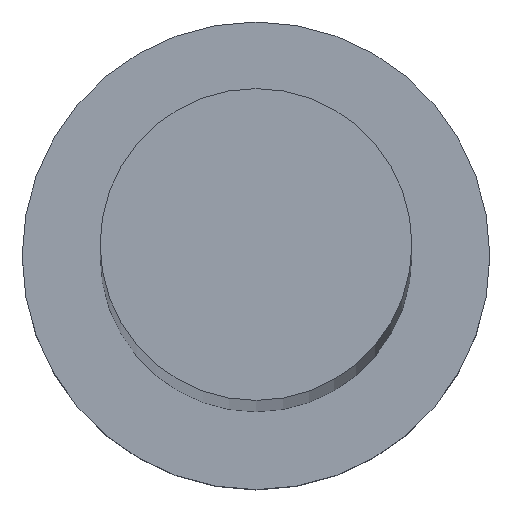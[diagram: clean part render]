
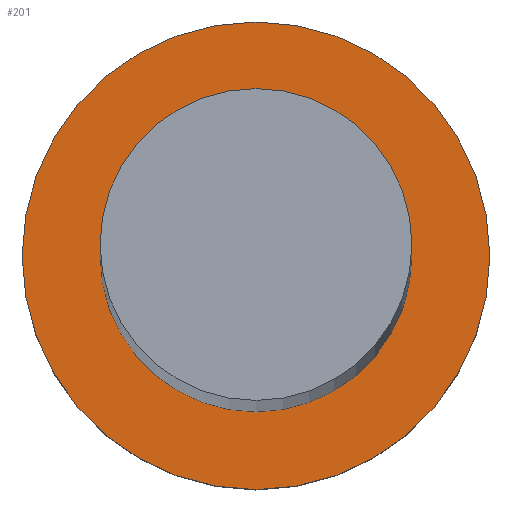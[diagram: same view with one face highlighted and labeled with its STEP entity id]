
A CAD part, top view. The second image highlights one B-rep face of the part: STEP entity #201.
In plain terms, the highlighted planar face has unit normal (0, 0, 1).
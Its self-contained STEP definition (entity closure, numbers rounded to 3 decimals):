
#8 = DIRECTION ( 'NONE',  ( 0., 0., 1. ) ) ;
#23 = EDGE_CURVE ( 'NONE', #194, #218, #170, .T. ) ;
#24 = DIRECTION ( 'NONE',  ( 1., 0., 0. ) ) ;
#26 = AXIS2_PLACEMENT_3D ( 'NONE', #248, #132, #24 ) ;
#27 = CARTESIAN_POINT ( 'NONE',  ( 6., 0., 7. ) ) ;
#34 = ORIENTED_EDGE ( 'NONE', *, *, #61, .F. ) ;
#37 = CARTESIAN_POINT ( 'NONE',  ( 0., 0., 7. ) ) ;
#38 = DIRECTION ( 'NONE',  ( 0., 0., 1. ) ) ;
#39 = EDGE_CURVE ( 'NONE', #157, #90, #146, .T. ) ;
#45 = FACE_OUTER_BOUND ( 'NONE', #240, .T. ) ;
#48 = CIRCLE ( 'NONE', #111, 9. ) ;
#51 = CIRCLE ( 'NONE', #26, 6. ) ;
#61 = EDGE_CURVE ( 'NONE', #218, #194, #51, .T. ) ;
#63 = DIRECTION ( 'NONE',  ( 1., 0., 0. ) ) ;
#72 = ORIENTED_EDGE ( 'NONE', *, *, #23, .F. ) ;
#73 = ORIENTED_EDGE ( 'NONE', *, *, #181, .T. ) ;
#88 = DIRECTION ( 'NONE',  ( 1., 0., 0. ) ) ;
#90 = VERTEX_POINT ( 'NONE', #184 ) ;
#92 = EDGE_LOOP ( 'NONE', ( #34, #72 ) ) ;
#102 = DIRECTION ( 'NONE',  ( 0., 0., 1. ) ) ;
#105 = AXIS2_PLACEMENT_3D ( 'NONE', #37, #38, #63 ) ;
#111 = AXIS2_PLACEMENT_3D ( 'NONE', #163, #247, #134 ) ;
#113 = CARTESIAN_POINT ( 'NONE',  ( 0., 0., 7. ) ) ;
#118 = PLANE ( 'NONE',  #144 ) ;
#132 = DIRECTION ( 'NONE',  ( 0., 0., 1. ) ) ;
#134 = DIRECTION ( 'NONE',  ( 1., 0., 0. ) ) ;
#139 = FACE_BOUND ( 'NONE', #92, .T. ) ;
#144 = AXIS2_PLACEMENT_3D ( 'NONE', #209, #102, #88 ) ;
#146 = CIRCLE ( 'NONE', #105, 9. ) ;
#157 = VERTEX_POINT ( 'NONE', #160 ) ;
#160 = CARTESIAN_POINT ( 'NONE',  ( -9., 0., 7. ) ) ;
#163 = CARTESIAN_POINT ( 'NONE',  ( 0., 0., 7. ) ) ;
#170 = CIRCLE ( 'NONE', #226, 6. ) ;
#181 = EDGE_CURVE ( 'NONE', #90, #157, #48, .T. ) ;
#183 = DIRECTION ( 'NONE',  ( 1., 0., 0. ) ) ;
#184 = CARTESIAN_POINT ( 'NONE',  ( 9., 0., 7. ) ) ;
#194 = VERTEX_POINT ( 'NONE', #27 ) ;
#201 = ADVANCED_FACE ( 'NONE', ( #139, #45 ), #118, .T. ) ;
#209 = CARTESIAN_POINT ( 'NONE',  ( 0., 0., 7. ) ) ;
#213 = CARTESIAN_POINT ( 'NONE',  ( -6., 0., 7. ) ) ;
#218 = VERTEX_POINT ( 'NONE', #213 ) ;
#226 = AXIS2_PLACEMENT_3D ( 'NONE', #113, #8, #183 ) ;
#240 = EDGE_LOOP ( 'NONE', ( #243, #73 ) ) ;
#243 = ORIENTED_EDGE ( 'NONE', *, *, #39, .T. ) ;
#247 = DIRECTION ( 'NONE',  ( 0., 0., 1. ) ) ;
#248 = CARTESIAN_POINT ( 'NONE',  ( 0., 0., 7. ) ) ;
